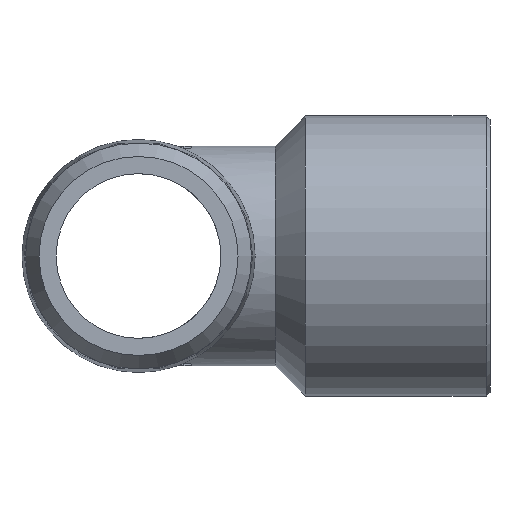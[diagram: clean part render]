
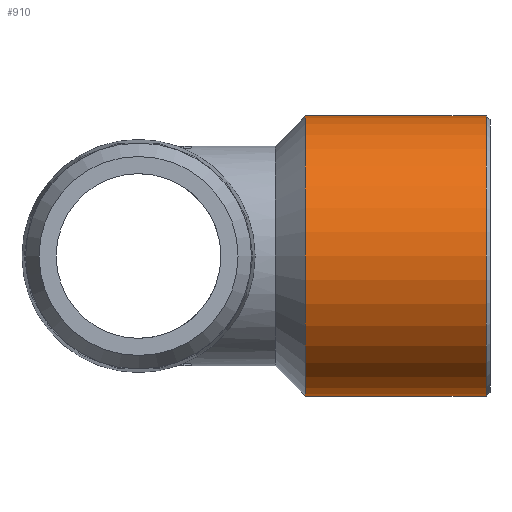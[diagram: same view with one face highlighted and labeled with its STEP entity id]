
A CAD part, left-side view. The second image highlights one B-rep face of the part: STEP entity #910.
In plain terms, the highlighted cylindrical face has radius 12.75 mm (diameter 25.5 mm), a full revolution.
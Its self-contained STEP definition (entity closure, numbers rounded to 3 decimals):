
#225=CIRCLE('',#1012,12.75);
#226=CIRCLE('',#1014,12.75);
#313=ORIENTED_EDGE('',*,*,#558,.F.);
#314=ORIENTED_EDGE('',*,*,#557,.T.);
#557=EDGE_CURVE('',#683,#683,#225,.T.);
#558=EDGE_CURVE('',#684,#684,#226,.T.);
#683=VERTEX_POINT('',#1529);
#684=VERTEX_POINT('',#1532);
#748=EDGE_LOOP('',(#313));
#749=EDGE_LOOP('',(#314));
#826=FACE_BOUND('',#748,.T.);
#827=FACE_BOUND('',#749,.T.);
#880=CYLINDRICAL_SURFACE('',#1013,12.75);
#910=ADVANCED_FACE('',(#826,#827),#880,.T.);
#1012=AXIS2_PLACEMENT_3D('',#1528,#1176,#1177);
#1013=AXIS2_PLACEMENT_3D('',#1530,#1178,#1179);
#1014=AXIS2_PLACEMENT_3D('',#1531,#1180,#1181);
#1176=DIRECTION('',(0.,1.,0.));
#1177=DIRECTION('',(-1.,0.,0.));
#1178=DIRECTION('',(0.,1.,0.));
#1179=DIRECTION('',(-1.,0.,0.));
#1180=DIRECTION('',(0.,1.,0.));
#1181=DIRECTION('',(-1.,0.,0.));
#1528=CARTESIAN_POINT('',(0.,-31.646,0.));
#1529=CARTESIAN_POINT('',(-12.75,-31.646,0.));
#1530=CARTESIAN_POINT('',(0.,0.,0.));
#1531=CARTESIAN_POINT('',(0.,-15.2,0.));
#1532=CARTESIAN_POINT('',(-12.75,-15.2,0.));
